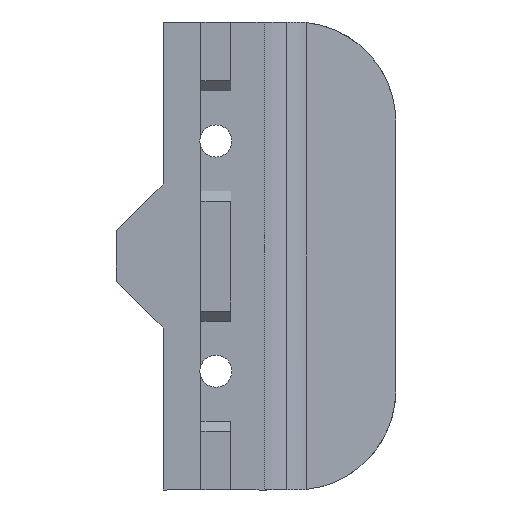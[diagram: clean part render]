
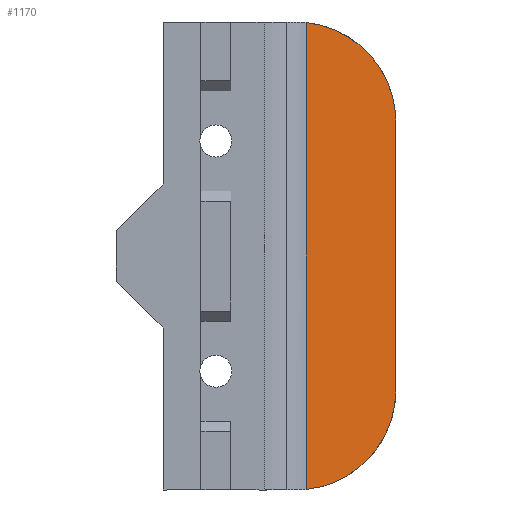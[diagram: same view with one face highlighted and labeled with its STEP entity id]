
A CAD part, left-side view. The second image highlights one B-rep face of the part: STEP entity #1170.
In plain terms, the highlighted planar face has unit normal (-0.997, -0.077, 0).
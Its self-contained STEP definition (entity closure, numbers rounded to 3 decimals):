
#21=ELLIPSE('',#1271,10.03,10.);
#24=ELLIPSE('',#1279,10.03,10.);
#79=PLANE('',#1280);
#154=FACE_OUTER_BOUND('',#224,.T.);
#224=EDGE_LOOP('',(#1099,#1100,#1101,#1102));
#339=LINE('',#1893,#467);
#351=LINE('',#1942,#479);
#467=VECTOR('',#1549,10.);
#479=VECTOR('',#1587,10.);
#600=VERTEX_POINT('',#1887);
#601=VERTEX_POINT('',#1892);
#605=VERTEX_POINT('',#1919);
#609=VERTEX_POINT('',#1940);
#751=EDGE_CURVE('',#600,#601,#339,.T.);
#764=EDGE_CURVE('',#605,#600,#21,.T.);
#770=EDGE_CURVE('',#609,#605,#351,.T.);
#774=EDGE_CURVE('',#601,#609,#24,.T.);
#1099=ORIENTED_EDGE('',*,*,#751,.F.);
#1100=ORIENTED_EDGE('',*,*,#764,.F.);
#1101=ORIENTED_EDGE('',*,*,#770,.F.);
#1102=ORIENTED_EDGE('',*,*,#774,.F.);
#1170=ADVANCED_FACE('',(#154),#79,.T.);
#1271=AXIS2_PLACEMENT_3D('',#1920,#1578,#1579);
#1279=AXIS2_PLACEMENT_3D('',#1962,#1599,#1600);
#1280=AXIS2_PLACEMENT_3D('',#1963,#1601,#1602);
#1549=DIRECTION('',(0.,0.,1.));
#1578=DIRECTION('center_axis',(0.997,0.077,0.));
#1579=DIRECTION('ref_axis',(0.077,-0.997,0.));
#1587=DIRECTION('',(0.,0.,-1.));
#1599=DIRECTION('center_axis',(0.997,0.077,0.));
#1600=DIRECTION('ref_axis',(0.077,-0.997,0.));
#1601=DIRECTION('center_axis',(-0.997,-0.077,0.));
#1602=DIRECTION('ref_axis',(-0.077,0.997,0.));
#1887=CARTESIAN_POINT('',(1.095,-14.269,0.053));
#1892=CARTESIAN_POINT('',(1.095,-14.269,46.673));
#1893=CARTESIAN_POINT('',(1.095,-14.269,0.7));
#1919=CARTESIAN_POINT('',(1.785,-23.241,10.));
#1920=CARTESIAN_POINT('Origin',(1.015,-13.241,10.));
#1940=CARTESIAN_POINT('',(1.785,-23.241,36.727));
#1942=CARTESIAN_POINT('',(1.785,-23.241,34.082));
#1962=CARTESIAN_POINT('Origin',(1.015,-13.241,36.727));
#1963=CARTESIAN_POINT('Origin',(0.917,-11.965,-3.926));
